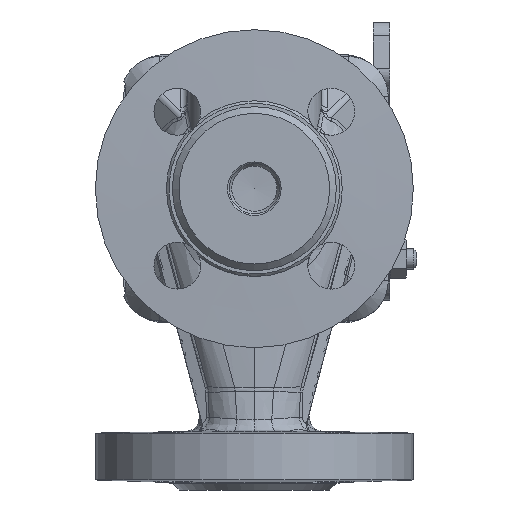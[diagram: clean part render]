
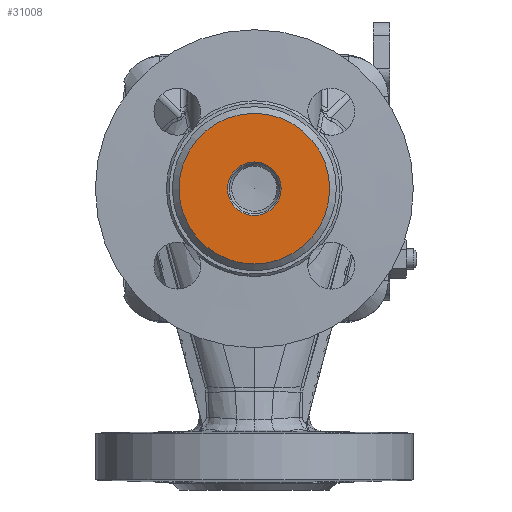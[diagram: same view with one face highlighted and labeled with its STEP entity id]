
A CAD part, front view. The second image highlights one B-rep face of the part: STEP entity #31008.
In plain terms, the highlighted planar face has unit normal (0, -1, 0).
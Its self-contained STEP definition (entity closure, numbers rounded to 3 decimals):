
#384=FACE_BOUND('',#11239,.T.);
#7301=PLANE('',#33075);
#8021=CIRCLE('',#33074,8.);
#8022=CIRCLE('',#33076,22.5);
#9413=FACE_OUTER_BOUND('',#11238,.T.);
#11238=EDGE_LOOP('',(#25967));
#11239=EDGE_LOOP('',(#25968));
#14896=VERTEX_POINT('',#65888);
#14897=VERTEX_POINT('',#65892);
#18768=EDGE_CURVE('',#14896,#14896,#8021,.T.);
#18769=EDGE_CURVE('',#14897,#14897,#8022,.T.);
#25967=ORIENTED_EDGE('',*,*,#18769,.F.);
#25968=ORIENTED_EDGE('',*,*,#18768,.T.);
#31008=ADVANCED_FACE('',(#9413,#384),#7301,.F.);
#33074=AXIS2_PLACEMENT_3D('',#65890,#38686,#38687);
#33075=AXIS2_PLACEMENT_3D('',#65891,#38688,#38689);
#33076=AXIS2_PLACEMENT_3D('',#65893,#38690,#38691);
#38686=DIRECTION('center_axis',(0.,1.,0.));
#38687=DIRECTION('ref_axis',(0.,0.,1.));
#38688=DIRECTION('center_axis',(0.,1.,0.));
#38689=DIRECTION('ref_axis',(0.,0.,-1.));
#38690=DIRECTION('center_axis',(0.,1.,0.));
#38691=DIRECTION('ref_axis',(0.,0.,1.));
#65888=CARTESIAN_POINT('',(0.,-90.,8.));
#65890=CARTESIAN_POINT('Origin',(0.,-90.,0.));
#65891=CARTESIAN_POINT('Origin',(0.,-90.,0.));
#65892=CARTESIAN_POINT('',(0.,-90.,22.5));
#65893=CARTESIAN_POINT('Origin',(0.,-90.,0.));
